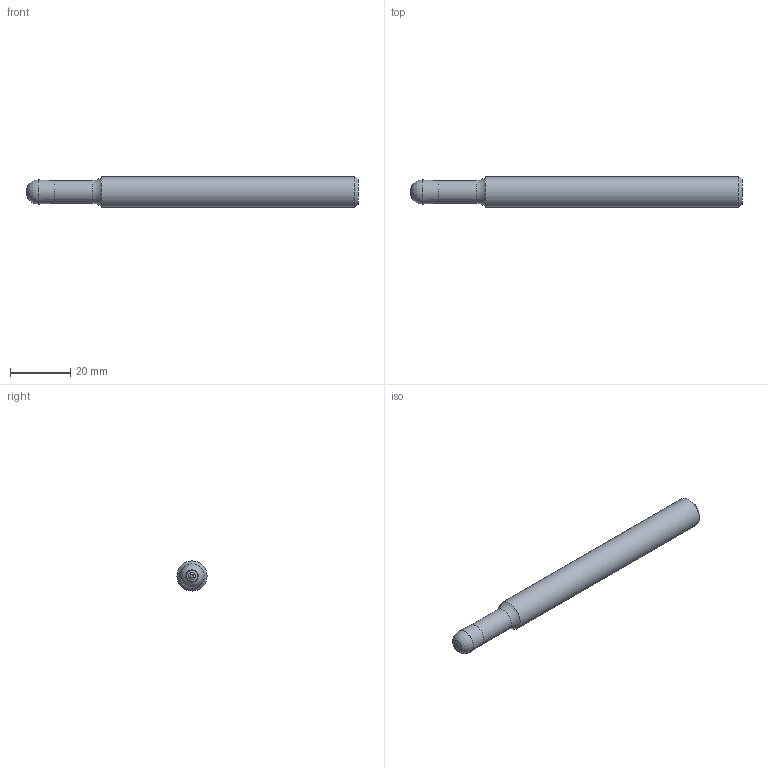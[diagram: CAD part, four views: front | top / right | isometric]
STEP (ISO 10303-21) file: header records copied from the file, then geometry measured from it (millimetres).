
FILE_DESCRIPTION(/* description */ (''),/* implementation_level */ '2;1');
FILE_NAME(/* name */ '08K2R025A10-SRC08-A_SIM.stp',/* time_stamp */ '2020-02-05T09:45:00+01:00',/* author */ (''),/* organization */ (''),/* preprocessor_version */ 'ST-DEVELOPER v16.7',/* originating_system */ 'SIEMENS PLM Software NX 12.0',/* authorisation */ '');
FILE_SCHEMA (('AUTOMOTIVE_DESIGN { 1 0 10303 214 3 1 1 1 }'));
Length unit declared in the file: millimetre
Products named in the file (1): pp07449087887zzq
Bounding box: 110 x 10 x 10 mm (x, y, z)
Volume: 8100.8 mm3; surface area: 3596.7 mm2
Topology: 2 solids, 2 shells, 14 faces, 34 edges, 21 vertices
Faces by surface type: revolution 7, plane 2, cylinder 2, sphere 1, torus 1, cone 1
Full cylindrical faces by diameter (mm): 7.5 x1, 10 x1
Entity records: 346 total; most frequent: CARTESIAN_POINT 83, DIRECTION 45, EDGE_LOOP 24, ORIENTED_EDGE 24, FACE_BOUND 22, AXIS2_PLACEMENT_3D 18, ADVANCED_FACE 14, VERTEX_POINT 13
